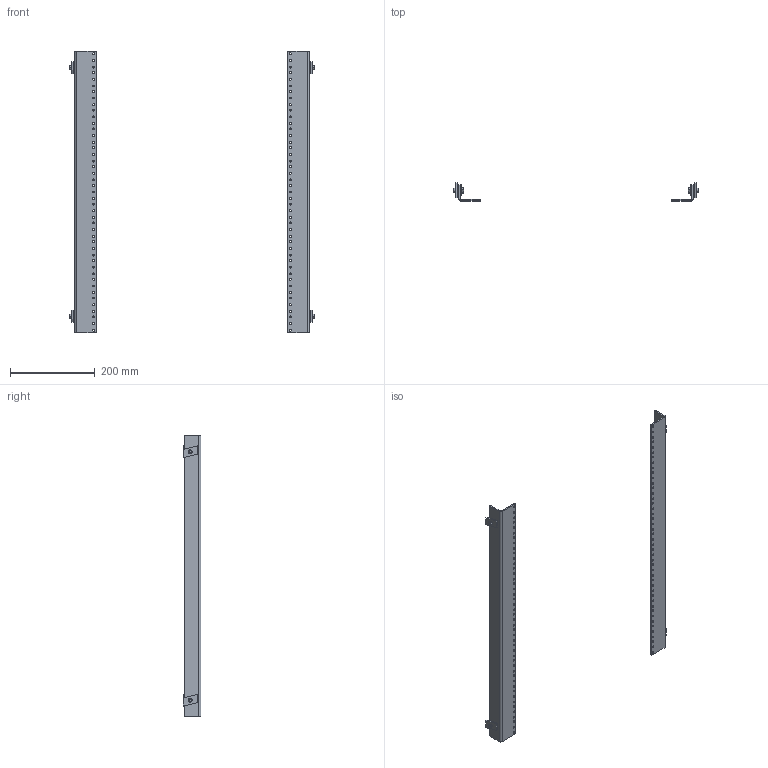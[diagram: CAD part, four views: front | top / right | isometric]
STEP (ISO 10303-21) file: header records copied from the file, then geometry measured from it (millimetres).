
FILE_DESCRIPTION (( 'STEP AP203' ), '1' );
FILE_NAME ('1418THHP_Default.step', '2019-11-02T22:20:40', ( '' ), ( '' ), 'SwSTEP 2.0', 'SolidWorks 2019', '' );
FILE_SCHEMA (( 'CONFIG_CONTROL_DESIGN' ));
Length unit declared in the file: inch
Products named in the file (1): 1418THHP_Default
Bounding box: 580.54 x 42.37 x 666.75 mm (x, y, z)
Volume: 373300.7 mm3; surface area: 251414.6 mm2
Topology: 14 solids, 14 shells, 356 faces, 940 edges, 624 vertices
Faces by surface type: cylinder 224, plane 124, cone 8
Entity records: 11677 total; most frequent: DIRECTION 2110, CARTESIAN_POINT 1921, ORIENTED_EDGE 1880, EDGE_CURVE 940, AXIS2_PLACEMENT_3D 813, VERTEX_POINT 624, EDGE_LOOP 572, LINE 484
